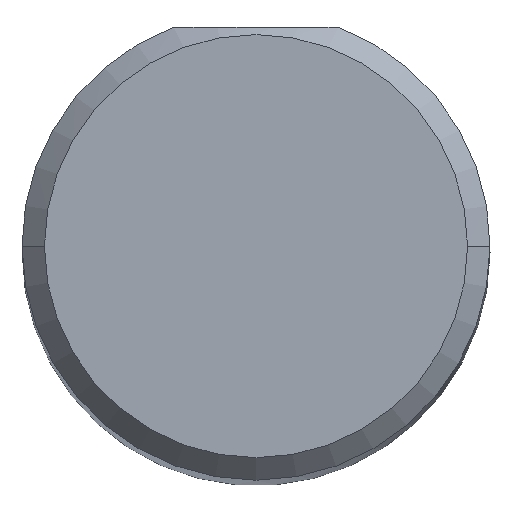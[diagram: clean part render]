
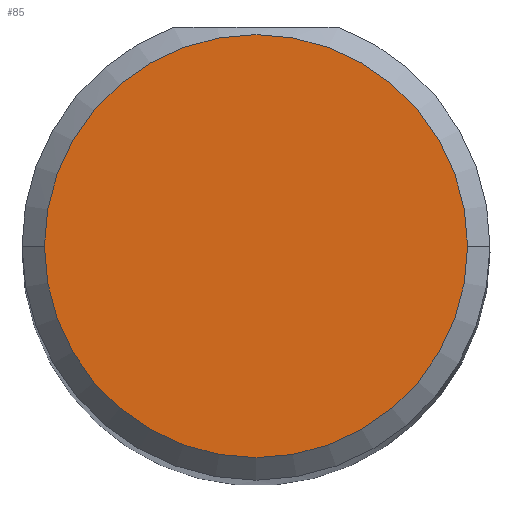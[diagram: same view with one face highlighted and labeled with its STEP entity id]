
A CAD part, top view. The second image highlights one B-rep face of the part: STEP entity #85.
In plain terms, the highlighted planar face has unit normal (0, 0, 1).
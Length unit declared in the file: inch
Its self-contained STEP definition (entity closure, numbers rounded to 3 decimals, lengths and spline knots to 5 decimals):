
#41 = ORIENTED_EDGE ( 'NONE', *, *, #367, .T. ) ;
#60 = DIRECTION ( 'NONE',  ( 1., 0., 0. ) ) ;
#85 = ADVANCED_FACE ( 'NONE', ( #195 ), #334, .T. ) ;
#100 = CIRCLE ( 'NONE', #110, 0.14125 ) ;
#105 = ORIENTED_EDGE ( 'NONE', *, *, #220, .T. ) ;
#110 = AXIS2_PLACEMENT_3D ( 'NONE', #111, #553, #422 ) ;
#111 = CARTESIAN_POINT ( 'NONE',  ( 0., 0., 2.5 ) ) ;
#165 = DIRECTION ( 'NONE',  ( 0., 0., 1. ) ) ;
#166 = CARTESIAN_POINT ( 'NONE',  ( -0.14125, 0., 2.5 ) ) ;
#195 = FACE_OUTER_BOUND ( 'NONE', #517, .T. ) ;
#208 = CIRCLE ( 'NONE', #273, 0.14125 ) ;
#220 = EDGE_CURVE ( 'NONE', #560, #420, #208, .T. ) ;
#273 = AXIS2_PLACEMENT_3D ( 'NONE', #384, #365, #60 ) ;
#288 = CARTESIAN_POINT ( 'NONE',  ( 0.14125, 0., 2.5 ) ) ;
#289 = CARTESIAN_POINT ( 'NONE',  ( 0., 0., 2.5 ) ) ;
#334 = PLANE ( 'NONE',  #492 ) ;
#354 = DIRECTION ( 'NONE',  ( 1., 0., 0. ) ) ;
#365 = DIRECTION ( 'NONE',  ( 0., 0., 1. ) ) ;
#367 = EDGE_CURVE ( 'NONE', #420, #560, #100, .T. ) ;
#384 = CARTESIAN_POINT ( 'NONE',  ( 0., 0., 2.5 ) ) ;
#420 = VERTEX_POINT ( 'NONE', #288 ) ;
#422 = DIRECTION ( 'NONE',  ( 1., 0., 0. ) ) ;
#492 = AXIS2_PLACEMENT_3D ( 'NONE', #289, #165, #354 ) ;
#517 = EDGE_LOOP ( 'NONE', ( #105, #41 ) ) ;
#553 = DIRECTION ( 'NONE',  ( 0., 0., 1. ) ) ;
#560 = VERTEX_POINT ( 'NONE', #166 ) ;
